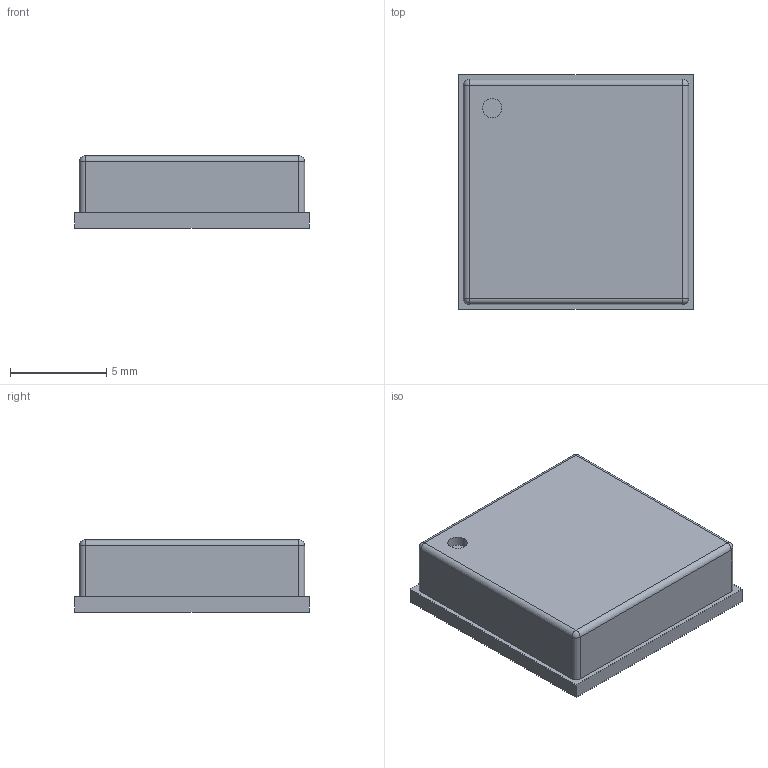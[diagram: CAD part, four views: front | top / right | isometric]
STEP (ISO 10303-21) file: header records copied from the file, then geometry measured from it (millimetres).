
FILE_DESCRIPTION(('FreeCAD Model'),'2;1');
FILE_NAME('Shape0_885567481897_sp.step', '2018-12-17T03:04:12',('kicad StepUp'),('ksu MCAD'), 'Open CASCADE STEP processor 7.2','FreeCAD','Unknown');
FILE_SCHEMA(('AUTOMOTIVE_DESIGN_CC2 { 1 2 10303 214 -1 1 5 4 }'));
Length unit declared in the file: millimetre
Products named in the file (1): Shape0_885567481897_sp
Bounding box: 12.19 x 12.19 x 3.75 mm (x, y, z)
Volume: 521.2 mm3; surface area: 468.3 mm2
Topology: 1 solids, 1 shells, 25 faces, 55 edges, 30 vertices
Faces by surface type: plane 12, cylinder 9, sphere 4
Full cylindrical faces by diameter (mm): 1 x1
Entity records: 1488 total; most frequent: CARTESIAN_POINT 237, DIRECTION 205, LINE 113, VECTOR 113, ORIENTED_EDGE 102, PCURVE 102, DEFINITIONAL_REPRESENTATION 102, EDGE_CURVE 51
